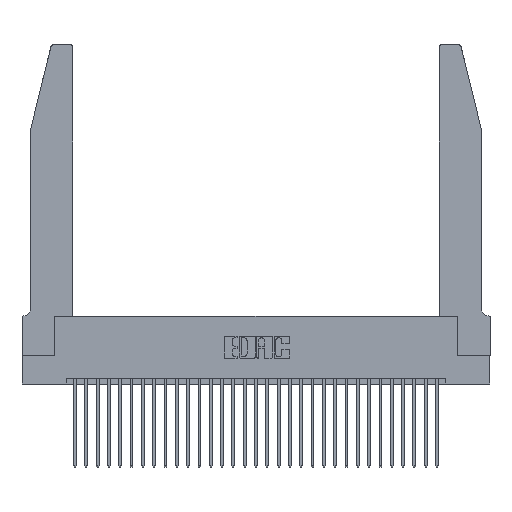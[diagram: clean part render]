
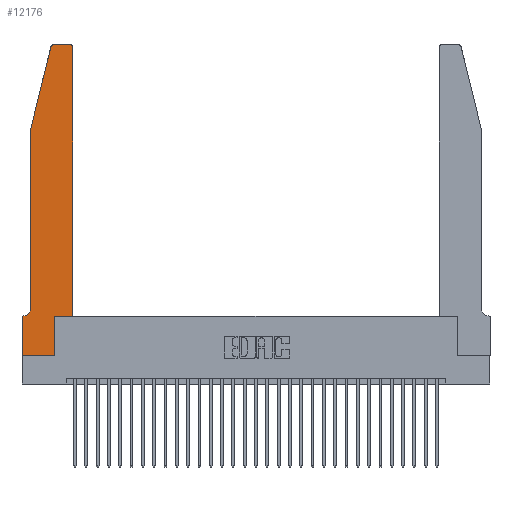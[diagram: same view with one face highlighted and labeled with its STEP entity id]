
A CAD part, top view. The second image highlights one B-rep face of the part: STEP entity #12176.
In plain terms, the highlighted planar face has unit normal (0, 0, 1).
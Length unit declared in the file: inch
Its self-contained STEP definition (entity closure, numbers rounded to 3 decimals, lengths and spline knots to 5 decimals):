
#261 = CARTESIAN_POINT ( 'NONE',  ( 0., 0., 0.37 ) ) ;
#316 = ORIENTED_EDGE ( 'NONE', *, *, #3014, .T. ) ;
#500 = CARTESIAN_POINT ( 'NONE',  ( 0.2865, 0.35, 0.37 ) ) ;
#576 = ORIENTED_EDGE ( 'NONE', *, *, #12166, .T. ) ;
#873 = ORIENTED_EDGE ( 'NONE', *, *, #15014, .T. ) ;
#879 = CARTESIAN_POINT ( 'NONE',  ( 0.2865, 0.35, 0.37 ) ) ;
#1113 = ORIENTED_EDGE ( 'NONE', *, *, #24546, .T. ) ;
#1207 = ORIENTED_EDGE ( 'NONE', *, *, #3630, .T. ) ;
#1340 = VECTOR ( 'NONE', #13591, 39.37008 ) ;
#1345 = CARTESIAN_POINT ( 'NONE',  ( 0., 0.35, 0.37 ) ) ;
#1392 = ORIENTED_EDGE ( 'NONE', *, *, #10256, .T. ) ;
#1485 = ORIENTED_EDGE ( 'NONE', *, *, #26639, .T. ) ;
#1652 = ORIENTED_EDGE ( 'NONE', *, *, #4149, .T. ) ;
#1853 = ORIENTED_EDGE ( 'NONE', *, *, #24426, .T. ) ;
#1984 = ORIENTED_EDGE ( 'NONE', *, *, #9370, .T. ) ;
#2247 = AXIS2_PLACEMENT_3D ( 'NONE', #5787, #23039, #8348 ) ;
#2340 = ORIENTED_EDGE ( 'NONE', *, *, #17690, .T. ) ;
#2402 = VECTOR ( 'NONE', #14106, 39.37008 ) ;
#2500 = ORIENTED_EDGE ( 'NONE', *, *, #23843, .T. ) ;
#2504 = VECTOR ( 'NONE', #25016, 39.37008 ) ;
#3014 = EDGE_CURVE ( 'NONE', #8924, #16073, #26873, .T. ) ;
#3016 = DIRECTION ( 'NONE',  ( 0., 1., 0. ) ) ;
#3495 = VECTOR ( 'NONE', #8624, 39.37008 ) ;
#3630 = EDGE_CURVE ( 'NONE', #12389, #20797, #9259, .T. ) ;
#3865 = DIRECTION ( 'NONE',  ( 1., 0., 0. ) ) ;
#4119 = CARTESIAN_POINT ( 'NONE',  ( 0., 0., 0.37 ) ) ;
#4149 = EDGE_CURVE ( 'NONE', #6534, #12303, #28679, .T. ) ;
#4159 = CIRCLE ( 'NONE', #13248, 0.03 ) ;
#5569 = EDGE_LOOP ( 'NONE', ( #316, #576, #873, #1113, #1207, #1392, #1485, #1652, #1853, #1984, #2340, #2500 ) ) ;
#5787 = CARTESIAN_POINT ( 'NONE',  ( 0.0055, 0.42, 0.37 ) ) ;
#6534 = VERTEX_POINT ( 'NONE', #13826 ) ;
#7407 = VERTEX_POINT ( 'NONE', #8736 ) ;
#7921 = CARTESIAN_POINT ( 'NONE',  ( 0.284, 2.75, 0.37 ) ) ;
#8053 = LINE ( 'NONE', #23227, #1340 ) ;
#8175 = VERTEX_POINT ( 'NONE', #26533 ) ;
#8313 = CARTESIAN_POINT ( 'NONE',  ( 0.4505, 0.35, 0.37 ) ) ;
#8348 = DIRECTION ( 'NONE',  ( -1., 0., 0. ) ) ;
#8624 = DIRECTION ( 'NONE',  ( -1., 0., 0. ) ) ;
#8736 = CARTESIAN_POINT ( 'NONE',  ( 0.25487, 2.72718, 0.37 ) ) ;
#8857 = DIRECTION ( 'NONE',  ( 0., 0., 1. ) ) ;
#8924 = VERTEX_POINT ( 'NONE', #19343 ) ;
#9121 = LINE ( 'NONE', #31029, #2402 ) ;
#9207 = DIRECTION ( 'NONE',  ( 0., -1., 0. ) ) ;
#9259 = CIRCLE ( 'NONE', #2247, 0.07 ) ;
#9370 = EDGE_CURVE ( 'NONE', #10824, #16960, #14580, .T. ) ;
#10256 = EDGE_CURVE ( 'NONE', #20797, #8175, #29649, .T. ) ;
#10289 = VECTOR ( 'NONE', #18785, 39.37008 ) ;
#10570 = CARTESIAN_POINT ( 'NONE',  ( 0.4205, 2.72, 0.37 ) ) ;
#10824 = VERTEX_POINT ( 'NONE', #879 ) ;
#11138 = CARTESIAN_POINT ( 'NONE',  ( 0.4505, 0.35, 0.37 ) ) ;
#11383 = CARTESIAN_POINT ( 'NONE',  ( 0.4505, 2.72, 0.37 ) ) ;
#12166 = EDGE_CURVE ( 'NONE', #16073, #7407, #4159, .T. ) ;
#12175 = VERTEX_POINT ( 'NONE', #11383 ) ;
#12176 = ADVANCED_FACE ( 'NONE', ( #15934 ), #16371, .T. ) ;
#12303 = VERTEX_POINT ( 'NONE', #14320 ) ;
#12389 = VERTEX_POINT ( 'NONE', #24258 ) ;
#12632 = VECTOR ( 'NONE', #9207, 39.37008 ) ;
#13087 = DIRECTION ( 'NONE',  ( 1., 0., 0. ) ) ;
#13248 = AXIS2_PLACEMENT_3D ( 'NONE', #23525, #8857, #25976 ) ;
#13591 = DIRECTION ( 'NONE',  ( 0., -1., 0. ) ) ;
#13826 = CARTESIAN_POINT ( 'NONE',  ( 0., 0., 0.37 ) ) ;
#14106 = DIRECTION ( 'NONE',  ( -0.239, -0.971, 0. ) ) ;
#14164 = VECTOR ( 'NONE', #28150, 39.37008 ) ;
#14320 = CARTESIAN_POINT ( 'NONE',  ( 0.2865, 0., 0.37 ) ) ;
#14580 = LINE ( 'NONE', #30380, #10289 ) ;
#15014 = EDGE_CURVE ( 'NONE', #7407, #30695, #9121, .T. ) ;
#15934 = FACE_OUTER_BOUND ( 'NONE', #5569, .T. ) ;
#16073 = VERTEX_POINT ( 'NONE', #7921 ) ;
#16145 = DIRECTION ( 'NONE',  ( -1., 0., 0. ) ) ;
#16254 = CARTESIAN_POINT ( 'NONE',  ( 0.0055, 0.35, 0.37 ) ) ;
#16371 = PLANE ( 'NONE',  #19799 ) ;
#16960 = VERTEX_POINT ( 'NONE', #8313 ) ;
#17690 = EDGE_CURVE ( 'NONE', #16960, #12175, #26290, .T. ) ;
#18782 = AXIS2_PLACEMENT_3D ( 'NONE', #10570, #27599, #13087 ) ;
#18785 = DIRECTION ( 'NONE',  ( 1., 0., 0. ) ) ;
#18804 = DIRECTION ( 'NONE',  ( 0., 0., 1. ) ) ;
#18938 = CARTESIAN_POINT ( 'NONE',  ( 0.0755, 2., 0.37 ) ) ;
#19343 = CARTESIAN_POINT ( 'NONE',  ( 0.4205, 2.75, 0.37 ) ) ;
#19799 = AXIS2_PLACEMENT_3D ( 'NONE', #1345, #18804, #3865 ) ;
#20797 = VERTEX_POINT ( 'NONE', #16254 ) ;
#20837 = CIRCLE ( 'NONE', #18782, 0.03 ) ;
#23039 = DIRECTION ( 'NONE',  ( 0., 0., -1. ) ) ;
#23227 = CARTESIAN_POINT ( 'NONE',  ( 0.0755, 2., 0.37 ) ) ;
#23415 = VECTOR ( 'NONE', #3016, 39.37008 ) ;
#23525 = CARTESIAN_POINT ( 'NONE',  ( 0.284, 2.72, 0.37 ) ) ;
#23843 = EDGE_CURVE ( 'NONE', #12175, #8924, #20837, .T. ) ;
#24258 = CARTESIAN_POINT ( 'NONE',  ( 0.0755, 0.42, 0.37 ) ) ;
#24426 = EDGE_CURVE ( 'NONE', #12303, #10824, #24935, .T. ) ;
#24546 = EDGE_CURVE ( 'NONE', #30695, #12389, #8053, .T. ) ;
#24935 = LINE ( 'NONE', #500, #23415 ) ;
#25016 = DIRECTION ( 'NONE',  ( 1., 0., 0. ) ) ;
#25547 = LINE ( 'NONE', #4119, #12632 ) ;
#25751 = CARTESIAN_POINT ( 'NONE',  ( 0.0755, 0.35, 0.37 ) ) ;
#25976 = DIRECTION ( 'NONE',  ( 1., 0., 0. ) ) ;
#26132 = VECTOR ( 'NONE', #16145, 39.37008 ) ;
#26290 = LINE ( 'NONE', #11138, #14164 ) ;
#26533 = CARTESIAN_POINT ( 'NONE',  ( 0., 0.35, 0.37 ) ) ;
#26639 = EDGE_CURVE ( 'NONE', #8175, #6534, #25547, .T. ) ;
#26873 = LINE ( 'NONE', #30594, #26132 ) ;
#27599 = DIRECTION ( 'NONE',  ( 0., 0., 1. ) ) ;
#28150 = DIRECTION ( 'NONE',  ( 0., 1., 0. ) ) ;
#28679 = LINE ( 'NONE', #261, #2504 ) ;
#29649 = LINE ( 'NONE', #25751, #3495 ) ;
#30380 = CARTESIAN_POINT ( 'NONE',  ( 0.4505, 0.35, 0.37 ) ) ;
#30594 = CARTESIAN_POINT ( 'NONE',  ( 0.2605, 2.75, 0.37 ) ) ;
#30695 = VERTEX_POINT ( 'NONE', #18938 ) ;
#31029 = CARTESIAN_POINT ( 'NONE',  ( 0.0755, 2., 0.37 ) ) ;
